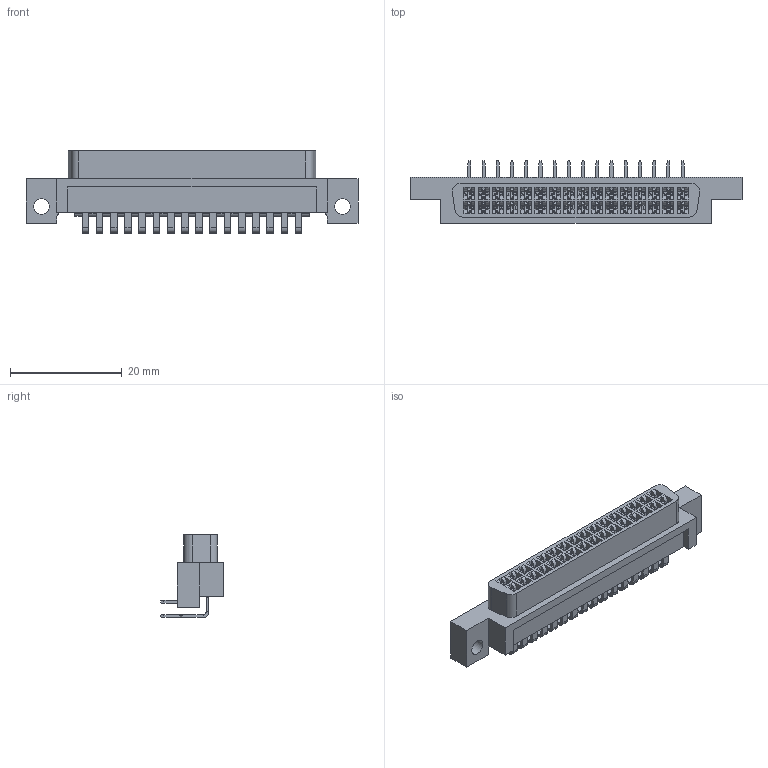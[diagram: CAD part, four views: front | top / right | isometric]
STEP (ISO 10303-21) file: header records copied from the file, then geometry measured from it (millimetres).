
FILE_DESCRIPTION( ('This file contains a STEP AP42 implementation' ,'as created by ZW3D STEP Interface translator.') ,'2;1' );
FILE_NAME( '6340-1XXFRSXM2NT01.stp' ,'231018. 9 323', (''), ('ZWCAD Software Co.'), 'Version 1.0', 'ZW3D to STEP translator', '' );
FILE_SCHEMA(('AUTOMOTIVE_DESIGN { 1 0 10303 214 1 1 1 1 }'));
Length unit declared in the file: millimetre
Products named in the file (2): 0; 6340-132FRSXM2NT01_1_1
Bounding box: 59.32 x 11.24 x 14.79 mm (x, y, z)
Volume: 3061.5 mm3; surface area: 7292.8 mm2
Topology: 1 solids, 1 shells, 6090 faces, 17201 edges, 10926 vertices
Faces by surface type: plane 4535, cylinder 1379, bspline 176
Full cylindrical faces by diameter (mm): 2.8 x2
Entity records: 201887 total; most frequent: CARTESIAN_POINT 35792, ORIENTED_EDGE 35534, DIRECTION 31625, EDGE_CURVE 17207, VECTOR 14171, LINE 14171, VERTEX_POINT 10926, AXIS2_PLACEMENT_3D 8727
